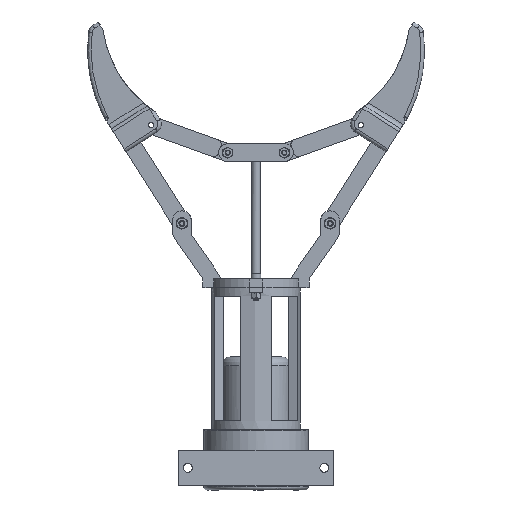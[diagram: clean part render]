
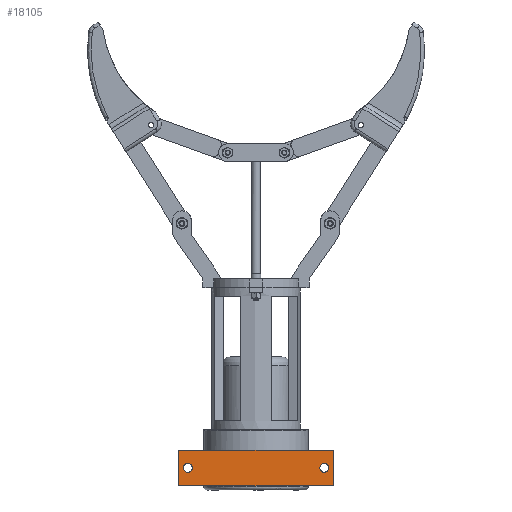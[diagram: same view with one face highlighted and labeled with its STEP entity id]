
A CAD part, front view. The second image highlights one B-rep face of the part: STEP entity #18105.
In plain terms, the highlighted free-form (B-spline) face has degree [1, 1] with [2, 2] control points.
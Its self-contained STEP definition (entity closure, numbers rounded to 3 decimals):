
#16792 = VERTEX_POINT('',#16793);
#16793 = CARTESIAN_POINT('',(65.606,-54.583,
    -66.996));
#16798 = EDGE_CURVE('',#16792,#16799,#16801,.T.);
#16799 = VERTEX_POINT('',#16800);
#16800 = CARTESIAN_POINT('',(-46.032,-54.583,
    -66.996));
#16801 = B_SPLINE_CURVE_WITH_KNOTS('',1,(#16802,#16803),.UNSPECIFIED.,
  .F.,.F.,(2,2),(-86.904,0.),.PIECEWISE_BEZIER_KNOTS.);
#16802 = CARTESIAN_POINT('',(65.606,-54.583,
    -66.996));
#16803 = CARTESIAN_POINT('',(-46.032,-54.583,
    -66.996));
#17027 = VERTEX_POINT('',#17028);
#17028 = CARTESIAN_POINT('',(-46.032,-54.583,
    -41.304));
#17033 = EDGE_CURVE('',#17027,#17034,#17036,.T.);
#17034 = VERTEX_POINT('',#17035);
#17035 = CARTESIAN_POINT('',(65.606,-54.583,
    -41.304));
#17036 = B_SPLINE_CURVE_WITH_KNOTS('',1,(#17037,#17038),.UNSPECIFIED.,
  .F.,.F.,(2,2),(0.,86.904),.PIECEWISE_BEZIER_KNOTS.);
#17037 = CARTESIAN_POINT('',(-46.032,-54.583,
    -41.304));
#17038 = CARTESIAN_POINT('',(65.606,-54.583,
    -41.304));
#17345 = EDGE_CURVE('',#16799,#17027,#17346,.T.);
#17346 = B_SPLINE_CURVE_WITH_KNOTS('',1,(#17347,#17348),.UNSPECIFIED.,
  .F.,.F.,(2,2),(-10.,10.),.PIECEWISE_BEZIER_KNOTS.);
#17347 = CARTESIAN_POINT('',(-46.032,-54.583,
    -66.996));
#17348 = CARTESIAN_POINT('',(-46.032,-54.583,
    -41.304));
#17744 = VERTEX_POINT('',#17745);
#17745 = CARTESIAN_POINT('',(55.972,-54.583,
    -54.15));
#17750 = EDGE_CURVE('',#17744,#17744,#17751,.T.);
#17751 = ( BOUNDED_CURVE() B_SPLINE_CURVE(2,(#17752,#17753,#17754,#17755
    ,#17756,#17757,#17758),.UNSPECIFIED.,.T.,.F.) 
B_SPLINE_CURVE_WITH_KNOTS((3,2,2,3),(3.142,5.236,
7.33,9.425),.PIECEWISE_BEZIER_KNOTS.) CURVE() 
GEOMETRIC_REPRESENTATION_ITEM() RATIONAL_B_SPLINE_CURVE((1.,0.5,1.,0.5,
1.,0.5,1.)) REPRESENTATION_ITEM('') );
#17752 = CARTESIAN_POINT('',(55.972,-54.583,
    -54.15));
#17753 = CARTESIAN_POINT('',(55.972,-54.583,
    -48.588));
#17754 = CARTESIAN_POINT('',(60.789,-54.583,
    -51.369));
#17755 = CARTESIAN_POINT('',(65.606,-54.583,
    -54.15));
#17756 = CARTESIAN_POINT('',(60.789,-54.583,
    -56.932));
#17757 = CARTESIAN_POINT('',(55.972,-54.583,
    -59.713));
#17758 = CARTESIAN_POINT('',(55.972,-54.583,
    -54.15));
#17794 = VERTEX_POINT('',#17795);
#17795 = CARTESIAN_POINT('',(-42.821,-54.583,
    -54.15));
#17800 = EDGE_CURVE('',#17794,#17794,#17801,.T.);
#17801 = ( BOUNDED_CURVE() B_SPLINE_CURVE(2,(#17802,#17803,#17804,#17805
    ,#17806,#17807,#17808),.UNSPECIFIED.,.T.,.F.) 
B_SPLINE_CURVE_WITH_KNOTS((3,2,2,3),(3.142,5.236,
7.33,9.425),.PIECEWISE_BEZIER_KNOTS.) CURVE() 
GEOMETRIC_REPRESENTATION_ITEM() RATIONAL_B_SPLINE_CURVE((1.,0.5,1.,0.5,
1.,0.5,1.)) REPRESENTATION_ITEM('') );
#17802 = CARTESIAN_POINT('',(-42.821,-54.583,
    -54.15));
#17803 = CARTESIAN_POINT('',(-42.821,-54.583,
    -48.588));
#17804 = CARTESIAN_POINT('',(-38.003,-54.583,
    -51.369));
#17805 = CARTESIAN_POINT('',(-33.186,-54.583,
    -54.15));
#17806 = CARTESIAN_POINT('',(-38.003,-54.583,
    -56.932));
#17807 = CARTESIAN_POINT('',(-42.821,-54.583,
    -59.713));
#17808 = CARTESIAN_POINT('',(-42.821,-54.583,
    -54.15));
#18095 = EDGE_CURVE('',#16792,#17034,#18096,.T.);
#18096 = B_SPLINE_CURVE_WITH_KNOTS('',1,(#18097,#18098),.UNSPECIFIED.,
  .F.,.F.,(2,2),(-10.,10.),.PIECEWISE_BEZIER_KNOTS.);
#18097 = CARTESIAN_POINT('',(65.606,-54.583,
    -66.996));
#18098 = CARTESIAN_POINT('',(65.606,-54.583,
    -41.304));
#18105 = ADVANCED_FACE('',(#18106,#18112,#18115),#18118,.T.);
#18106 = FACE_BOUND('',#18107,.T.);
#18107 = EDGE_LOOP('',(#18108,#18109,#18110,#18111));
#18108 = ORIENTED_EDGE('',*,*,#18095,.T.);
#18109 = ORIENTED_EDGE('',*,*,#17033,.F.);
#18110 = ORIENTED_EDGE('',*,*,#17345,.F.);
#18111 = ORIENTED_EDGE('',*,*,#16798,.F.);
#18112 = FACE_BOUND('',#18113,.T.);
#18113 = EDGE_LOOP('',(#18114));
#18114 = ORIENTED_EDGE('',*,*,#17750,.T.);
#18115 = FACE_BOUND('',#18116,.T.);
#18116 = EDGE_LOOP('',(#18117));
#18117 = ORIENTED_EDGE('',*,*,#17800,.T.);
#18118 = B_SPLINE_SURFACE_WITH_KNOTS('',1,1,(
    (#18119,#18120)
    ,(#18121,#18122
    )),.UNSPECIFIED.,.F.,.F.,.F.,(2,2),(2,2),(0.,86.904),(-10.,
    10.),.PIECEWISE_BEZIER_KNOTS.);
#18119 = CARTESIAN_POINT('',(-46.032,-54.583,
    -66.996));
#18120 = CARTESIAN_POINT('',(-46.032,-54.583,
    -41.304));
#18121 = CARTESIAN_POINT('',(65.606,-54.583,
    -66.996));
#18122 = CARTESIAN_POINT('',(65.606,-54.583,
    -41.304));
